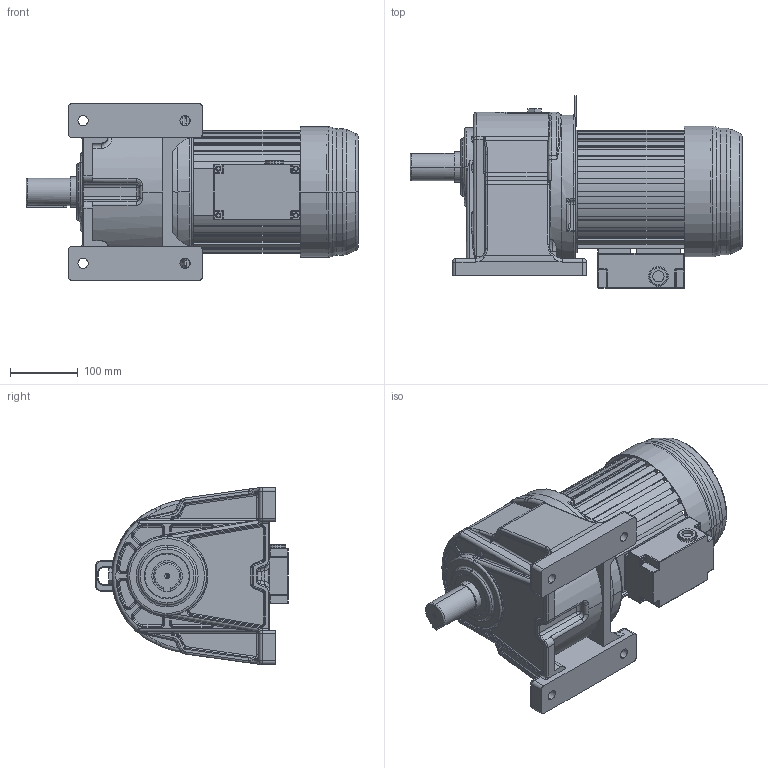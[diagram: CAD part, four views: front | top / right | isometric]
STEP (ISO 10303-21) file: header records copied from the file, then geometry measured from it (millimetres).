
FILE_DESCRIPTION (( 'STEP AP214' ), '1' );
FILE_NAME ('GH-40-1500-i-A-B-G4-DR.STEP', '2023-09-18T06:53:30', ( '' ), ( '' ), 'SwSTEP 2.0', 'SolidWorks 2021', '' );
FILE_SCHEMA (( 'AUTOMOTIVE_DESIGN' ));
Length unit declared in the file: millimetre
Products named in the file (7): GH-40-1500-i-A-B-G4-DR; H40_蕼偞; GH-40-1500-i-A-G4-DR(2)_蕼偞; G400_蕼偞; 煞車接線盒DOWN-UP_預設; 1500W190_蕼偞; 1500W_蕼偞
Assembly tree (6 placements, depth 3):
  GH-40-1500-i-A-B-G4-DR
    GH-40-1500-i-A-G4-DR(2)_蕼偞
      H40_蕼偞
      G400_蕼偞
      1500W_蕼偞
      1500W190_蕼偞
    煞車接線盒DOWN-UP_預設
Bounding box: 488.5 x 283.55 x 260 mm (x, y, z)
Volume: 4354421.1 mm3; surface area: 962920.3 mm2
Topology: 5 solids, 7 shells, 1980 faces, 5267 edges, 3319 vertices
Faces by surface type: plane 1109, cylinder 485, torus 234, bspline 106, sphere 38, cone 8
Entity records: 73961 total; most frequent: CARTESIAN_POINT 24631, ORIENTED_EDGE 10472, DIRECTION 9836, EDGE_CURVE 5236, LINE 3542, VECTOR 3542, VERTEX_POINT 3319, AXIS2_PLACEMENT_3D 3147
